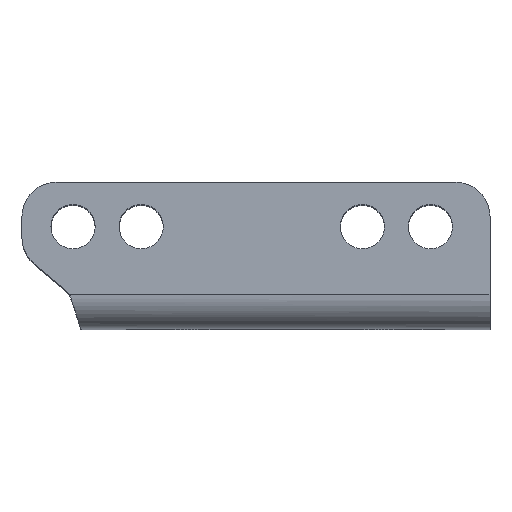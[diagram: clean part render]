
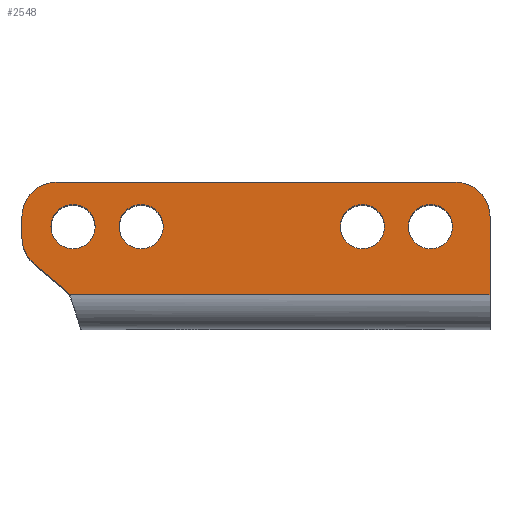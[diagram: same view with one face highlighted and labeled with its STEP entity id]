
A CAD part, top view. The second image highlights one B-rep face of the part: STEP entity #2548.
In plain terms, the highlighted planar face has unit normal (0, 0, 1).
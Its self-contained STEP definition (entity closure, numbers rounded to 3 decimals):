
#770=DIRECTION('',(-1.,0.,0.));
#771=VECTOR('',#770,24.707);
#772=CARTESIAN_POINT('',(12.,2.,16.5));
#773=LINE('',#772,#771);
#862=CARTESIAN_POINT('',(4.5,6.,16.5));
#863=DIRECTION('',(0.,0.,-1.));
#864=DIRECTION('',(-1.,0.,0.));
#865=AXIS2_PLACEMENT_3D('',#862,#863,#864);
#867=CARTESIAN_POINT('',(4.5,6.,16.5));
#868=DIRECTION('',(0.,0.,-1.));
#869=DIRECTION('',(1.,0.,0.));
#870=AXIS2_PLACEMENT_3D('',#867,#868,#869);
#872=CARTESIAN_POINT('',(-12.5,6.,16.5));
#873=DIRECTION('',(0.,0.,-1.));
#874=DIRECTION('',(-1.,0.,0.));
#875=AXIS2_PLACEMENT_3D('',#872,#873,#874);
#877=CARTESIAN_POINT('',(-12.5,6.,16.5));
#878=DIRECTION('',(0.,0.,-1.));
#879=DIRECTION('',(1.,0.,0.));
#880=AXIS2_PLACEMENT_3D('',#877,#878,#879);
#882=CARTESIAN_POINT('',(8.5,6.,16.5));
#883=DIRECTION('',(0.,0.,-1.));
#884=DIRECTION('',(-1.,0.,0.));
#885=AXIS2_PLACEMENT_3D('',#882,#883,#884);
#887=CARTESIAN_POINT('',(8.5,6.,16.5));
#888=DIRECTION('',(0.,0.,-1.));
#889=DIRECTION('',(1.,0.,0.));
#890=AXIS2_PLACEMENT_3D('',#887,#888,#889);
#892=CARTESIAN_POINT('',(-8.5,6.,16.5));
#893=DIRECTION('',(0.,0.,-1.));
#894=DIRECTION('',(-1.,0.,0.));
#895=AXIS2_PLACEMENT_3D('',#892,#893,#894);
#897=CARTESIAN_POINT('',(-8.5,6.,16.5));
#898=DIRECTION('',(0.,0.,-1.));
#899=DIRECTION('',(1.,0.,0.));
#900=AXIS2_PLACEMENT_3D('',#897,#898,#899);
#902=CARTESIAN_POINT('',(10.,6.6,16.5));
#903=DIRECTION('',(0.,0.,1.));
#904=DIRECTION('',(1.,0.,0.));
#905=AXIS2_PLACEMENT_3D('',#902,#903,#904);
#907=CARTESIAN_POINT('',(-15.,0.066,16.5));
#908=DIRECTION('',(0.,0.,1.));
#909=DIRECTION('',(0.764,0.645,0.));
#910=AXIS2_PLACEMENT_3D('',#907,#908,#909);
#912=DIRECTION('',(0.766,-0.643,0.));
#913=VECTOR('',#912,2.237);
#914=CARTESIAN_POINT('',(-14.786,3.802,16.5));
#915=LINE('',#914,#913);
#916=CARTESIAN_POINT('',(-13.5,5.334,16.5));
#917=DIRECTION('',(0.,0.,1.));
#918=DIRECTION('',(-1.,0.,0.));
#919=AXIS2_PLACEMENT_3D('',#916,#917,#918);
#921=CARTESIAN_POINT('',(-13.5,6.6,16.5));
#922=DIRECTION('',(0.,0.,1.));
#923=DIRECTION('',(0.,1.,0.));
#924=AXIS2_PLACEMENT_3D('',#921,#922,#923);
#926=DIRECTION('',(-1.,0.,0.));
#927=VECTOR('',#926,23.5);
#928=CARTESIAN_POINT('',(10.,8.6,16.5));
#929=LINE('',#928,#927);
#970=DIRECTION('',(0.,-1.,0.));
#971=VECTOR('',#970,1.266);
#972=CARTESIAN_POINT('',(-15.5,6.6,16.5));
#973=LINE('',#972,#971);
#1002=DIRECTION('',(0.,-1.,0.));
#1003=VECTOR('',#1002,4.6);
#1004=CARTESIAN_POINT('',(12.,6.6,16.5));
#1005=LINE('',#1004,#1003);
#1296=CARTESIAN_POINT('',(12.,6.6,16.5));
#1297=CARTESIAN_POINT('',(10.,8.6,16.5));
#1298=VERTEX_POINT('',#1296);
#1299=VERTEX_POINT('',#1297);
#1304=CARTESIAN_POINT('',(-13.5,8.6,16.5));
#1305=CARTESIAN_POINT('',(-15.5,6.6,16.5));
#1306=VERTEX_POINT('',#1304);
#1307=VERTEX_POINT('',#1305);
#1320=CARTESIAN_POINT('',(12.,2.,16.5));
#1321=VERTEX_POINT('',#1320);
#1392=CARTESIAN_POINT('',(3.2,6.,16.5));
#1393=CARTESIAN_POINT('',(5.8,6.,16.5));
#1394=VERTEX_POINT('',#1392);
#1395=VERTEX_POINT('',#1393);
#1408=CARTESIAN_POINT('',(-13.8,6.,16.5));
#1409=CARTESIAN_POINT('',(-11.2,6.,16.5));
#1410=VERTEX_POINT('',#1408);
#1411=VERTEX_POINT('',#1409);
#1424=CARTESIAN_POINT('',(7.2,6.,16.5));
#1426=VERTEX_POINT('',#1424);
#1428=CARTESIAN_POINT('',(9.8,6.,16.5));
#1430=VERTEX_POINT('',#1428);
#1432=CARTESIAN_POINT('',(-9.8,6.,16.5));
#1434=VERTEX_POINT('',#1432);
#1436=CARTESIAN_POINT('',(-7.2,6.,16.5));
#1438=VERTEX_POINT('',#1436);
#1472=CARTESIAN_POINT('',(-13.072,2.364,16.5));
#1474=VERTEX_POINT('',#1472);
#1479=CARTESIAN_POINT('',(-12.707,2.,16.5));
#1480=VERTEX_POINT('',#1479);
#1486=CARTESIAN_POINT('',(-15.5,5.334,16.5));
#1487=VERTEX_POINT('',#1486);
#1494=CARTESIAN_POINT('',(-14.786,3.802,16.5));
#1495=VERTEX_POINT('',#1494);
#2501=CARTESIAN_POINT('',(12.,8.6,16.5));
#2502=DIRECTION('',(0.,0.,1.));
#2503=DIRECTION('',(0.,-1.,0.));
#2504=AXIS2_PLACEMENT_3D('',#2501,#2502,#2503);
#2505=PLANE('',#2504);
#2507=ORIENTED_EDGE('',*,*,#2506,.F.);
#2509=ORIENTED_EDGE('',*,*,#2508,.T.);
#2510=ORIENTED_EDGE('',*,*,#2372,.T.);
#2512=ORIENTED_EDGE('',*,*,#2511,.T.);
#2514=ORIENTED_EDGE('',*,*,#2513,.F.);
#2516=ORIENTED_EDGE('',*,*,#2515,.F.);
#2518=ORIENTED_EDGE('',*,*,#2517,.F.);
#2520=ORIENTED_EDGE('',*,*,#2519,.F.);
#2522=ORIENTED_EDGE('',*,*,#2521,.F.);
#2523=EDGE_LOOP('',(#2507,#2509,#2510,#2512,#2514,#2516,#2518,#2520,#2522));
#2524=FACE_OUTER_BOUND('',#2523,.F.);
#2525=ORIENTED_EDGE('',*,*,#2491,.F.);
#2527=ORIENTED_EDGE('',*,*,#2526,.F.);
#2528=EDGE_LOOP('',(#2525,#2527));
#2529=FACE_BOUND('',#2528,.F.);
#2531=ORIENTED_EDGE('',*,*,#2530,.F.);
#2533=ORIENTED_EDGE('',*,*,#2532,.F.);
#2534=EDGE_LOOP('',(#2531,#2533));
#2535=FACE_BOUND('',#2534,.F.);
#2537=ORIENTED_EDGE('',*,*,#2536,.F.);
#2539=ORIENTED_EDGE('',*,*,#2538,.F.);
#2540=EDGE_LOOP('',(#2537,#2539));
#2541=FACE_BOUND('',#2540,.F.);
#2543=ORIENTED_EDGE('',*,*,#2542,.F.);
#2545=ORIENTED_EDGE('',*,*,#2544,.F.);
#2546=EDGE_LOOP('',(#2543,#2545));
#2547=FACE_BOUND('',#2546,.F.);
#2548=ADVANCED_FACE('',(#2524,#2529,#2535,#2541,#2547),#2505,.T.);
#866=CIRCLE('',#865,1.3);
#871=CIRCLE('',#870,1.3);
#876=CIRCLE('',#875,1.3);
#881=CIRCLE('',#880,1.3);
#886=CIRCLE('',#885,1.3);
#891=CIRCLE('',#890,1.3);
#896=CIRCLE('',#895,1.3);
#901=CIRCLE('',#900,1.3);
#906=CIRCLE('',#905,2.);
#911=CIRCLE('',#910,3.);
#920=CIRCLE('',#919,2.);
#925=CIRCLE('',#924,2.);
#2372=EDGE_CURVE('',#1321,#1480,#773,.T.);
#2491=EDGE_CURVE('',#1394,#1395,#866,.T.);
#2506=EDGE_CURVE('',#1298,#1299,#906,.T.);
#2508=EDGE_CURVE('',#1298,#1321,#1005,.T.);
#2511=EDGE_CURVE('',#1480,#1474,#911,.T.);
#2513=EDGE_CURVE('',#1495,#1474,#915,.T.);
#2515=EDGE_CURVE('',#1487,#1495,#920,.T.);
#2517=EDGE_CURVE('',#1307,#1487,#973,.T.);
#2519=EDGE_CURVE('',#1306,#1307,#925,.T.);
#2521=EDGE_CURVE('',#1299,#1306,#929,.T.);
#2526=EDGE_CURVE('',#1395,#1394,#871,.T.);
#2530=EDGE_CURVE('',#1410,#1411,#876,.T.);
#2532=EDGE_CURVE('',#1411,#1410,#881,.T.);
#2536=EDGE_CURVE('',#1426,#1430,#886,.T.);
#2538=EDGE_CURVE('',#1430,#1426,#891,.T.);
#2542=EDGE_CURVE('',#1434,#1438,#896,.T.);
#2544=EDGE_CURVE('',#1438,#1434,#901,.T.);
